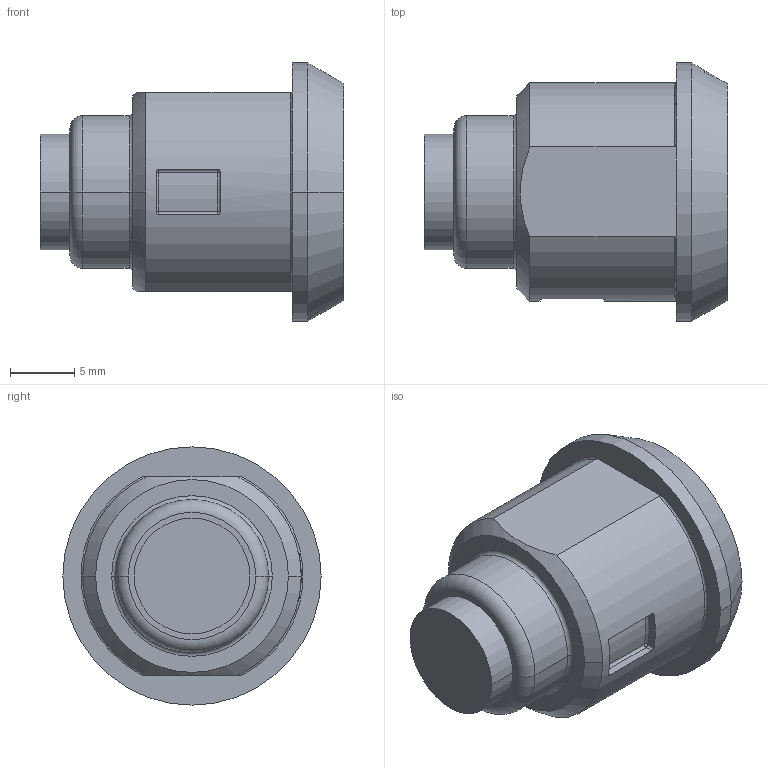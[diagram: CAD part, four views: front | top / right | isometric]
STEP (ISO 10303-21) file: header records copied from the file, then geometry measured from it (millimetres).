
FILE_DESCRIPTION((''),'2;1');
FILE_NAME('00190447_SW0005','2021-06-09T08:09:56',('RTrager'),(''),'CREO PARAMETRIC BY PTC INC, 2018300','CREO PARAMETRIC BY PTC INC, 2018300','');
FILE_SCHEMA(('AP242_MANAGED_MODEL_BASED_3D_ENGINEERING_MIM_LF { 1 0 10303 442 1 1 4 }'));
Length unit declared in the file: millimetre
Products named in the file (1): 00190447_SW0005
Bounding box: 23.6 x 20.1 x 20.1 mm (x, y, z)
Volume: 3164.5 mm3; surface area: 3001.1 mm2
Topology: 1 solids, 2 shells, 83 faces, 191 edges, 118 vertices
Faces by surface type: plane 27, cylinder 26, torus 16, cone 10, sphere 4
Entity records: 3082 total; most frequent: CARTESIAN_POINT 590, DIRECTION 419, ORIENTED_EDGE 382, EDGE_CURVE 191, AXIS2_PLACEMENT_3D 171, VERTEX_POINT 118, EDGE_LOOP 91, CIRCLE 88
